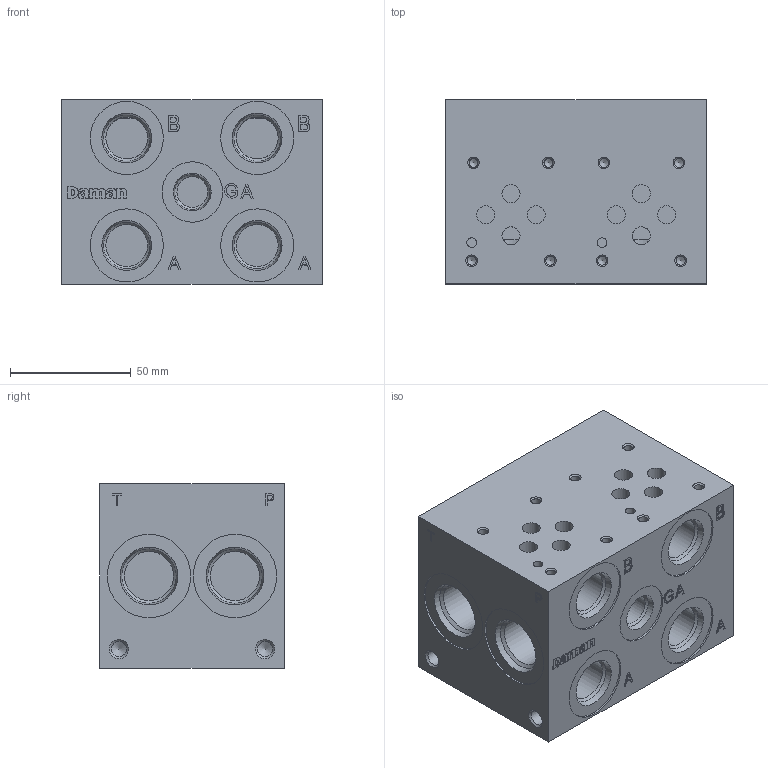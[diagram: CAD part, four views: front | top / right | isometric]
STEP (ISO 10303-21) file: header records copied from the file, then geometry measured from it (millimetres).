
FILE_DESCRIPTION( ( 'STEP AP214' ), ' ' );
FILE_NAME( 'AD03P022S.stp', '2018-04-23T17:46:34', ( '' ), ( '' ), ' ', 'PARTsolutions', ' ' );
FILE_SCHEMA( ( 'AUTOMOTIVE_DESIGN { 1 0 10303 214 1 1 1 1 }' ) );
Length unit declared in the file: inch
Products named in the file (1): _AD03P022S
Bounding box: 107.95 x 76.2 x 76.2 mm (x, y, z)
Volume: 568593.4 mm3; surface area: 58596.2 mm2
Topology: 1 solids, 1 shells, 360 faces, 881 edges, 574 vertices
Faces by surface type: plane 223, cylinder 95, cone 42
Full cylindrical faces by diameter (mm): 3.68 x8, 4.013 x2, 6.411 x4, 7.493 x8, 12.761 x1, 17.33 x4, 20.262 x4, 25.019 x1, 30.251 x4, 34.417 x4
Entity records: 12935 total; most frequent: CARTESIAN_POINT 1744, DIRECTION 1721, ORIENTED_EDGE 1562, EDGE_CURVE 781, AXIS2_PLACEMENT_3D 581, VERTEX_POINT 568, LINE 559, VECTOR 559
